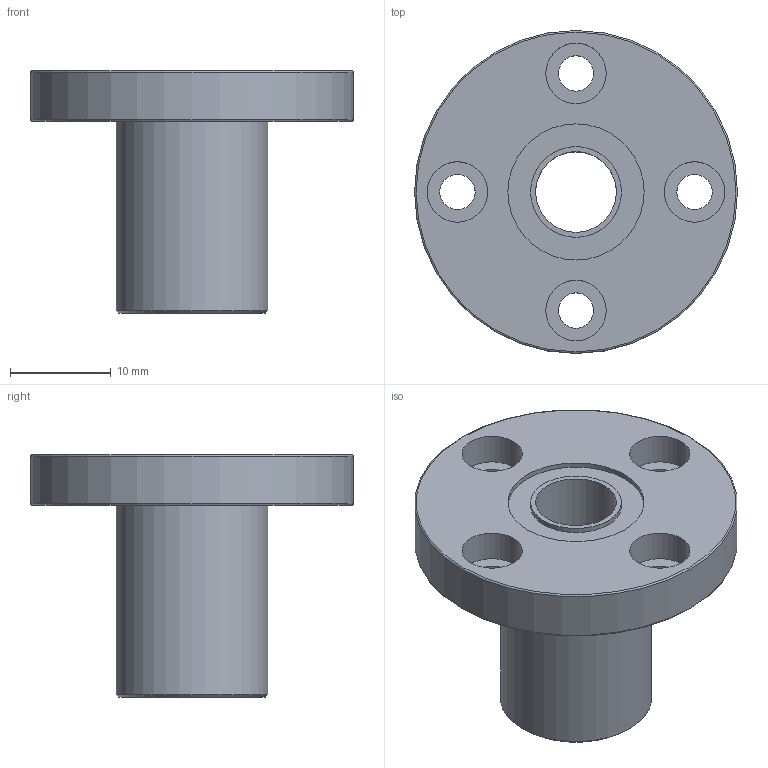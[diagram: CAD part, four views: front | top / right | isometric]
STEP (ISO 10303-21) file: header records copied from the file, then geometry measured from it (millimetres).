
FILE_DESCRIPTION(/* description */ (''),/* implementation_level */ '2;1');
FILE_NAME(/* name */ 'LMF8UU.stp',/* time_stamp */ '2018-10-29T12:18:45-03:00',/* author */ ('Thiago'),/* organization */ (''),/* preprocessor_version */ 'ST-DEVELOPER v16.5',/* originating_system */ 'Autodesk Inventor 2017',/* authorisation */ '');
FILE_SCHEMA (('AUTOMOTIVE_DESIGN { 1 0 10303 214 3 1 1 }'));
Length unit declared in the file: millimetre
Products named in the file (1): LMF8UU
Bounding box: 32 x 32 x 24 mm (x, y, z)
Volume: 3996.8 mm3; surface area: 5443.7 mm2
Topology: 1 solids, 2 shells, 33 faces, 65 edges, 45 vertices
Faces by surface type: cylinder 17, plane 13, torus 2, cone 1
Full cylindrical faces by diameter (mm): 3.5 x4, 6 x4, 8 x1, 9 x3, 13.5 x3, 15 x1, 32 x1
Entity records: 756 total; most frequent: DIRECTION 142, CARTESIAN_POINT 108, EDGE_LOOP 74, ORIENTED_EDGE 74, AXIS2_PLACEMENT_3D 71, FACE_BOUND 41, CIRCLE 37, VERTEX_POINT 37
